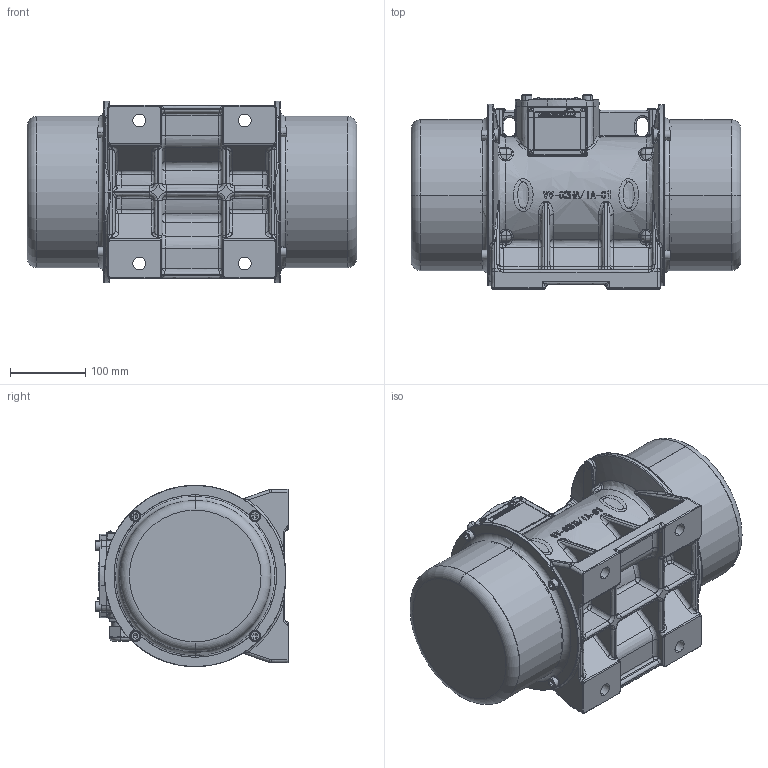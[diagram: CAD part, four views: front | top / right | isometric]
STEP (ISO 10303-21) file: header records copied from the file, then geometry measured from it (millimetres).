
FILE_DESCRIPTION (( 'STEP AP214' ), '1' );
FILE_NAME ('NEG 501540.STEP', '2012-09-06T14:21:40', ( '' ), ( '' ), 'SwSTEP 2.0', 'SolidWorks 2010', '' );
FILE_SCHEMA (( 'AUTOMOTIVE_DESIGN' ));
Length unit declared in the file: millimetre
Products named in the file (1): NEG 501540
Bounding box: 438 x 257.51 x 241 mm (x, y, z)
Volume: 6650002.6 mm3; surface area: 948046.4 mm2
Topology: 6 solids, 15 shells, 3299 faces, 8896 edges, 5541 vertices
Faces by surface type: plane 1542, bspline 1289, cylinder 266, torus 80, cone 78, sphere 44
Entity records: 207424 total; most frequent: CARTESIAN_POINT 133588, ORIENTED_EDGE 17192, DIRECTION 10607, EDGE_CURVE 8596, VERTEX_POINT 5541, LINE 4097, VECTOR 4097, EDGE_LOOP 3551
